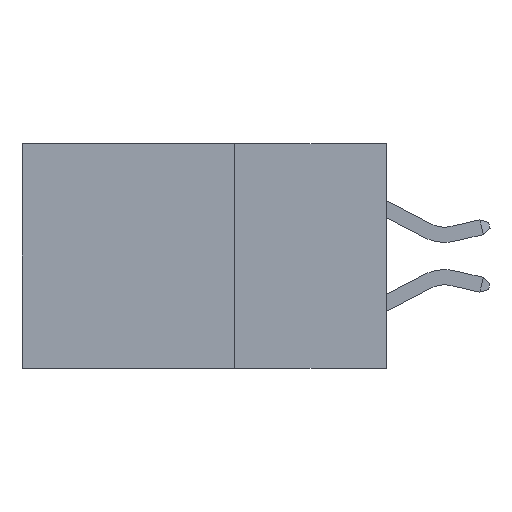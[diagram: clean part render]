
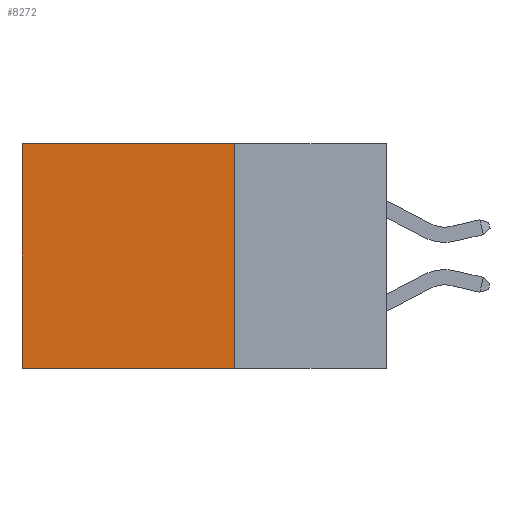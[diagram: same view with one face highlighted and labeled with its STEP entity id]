
A CAD part, left-side view. The second image highlights one B-rep face of the part: STEP entity #8272.
In plain terms, the highlighted planar face has unit normal (-1, 0, 0).
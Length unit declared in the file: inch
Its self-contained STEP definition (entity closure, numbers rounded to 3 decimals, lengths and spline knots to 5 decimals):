
#1787 = LINE ( 'NONE', #9277, #4140 ) ;
#1886 = VECTOR ( 'NONE', #10694, 39.37008 ) ;
#2136 = CARTESIAN_POINT ( 'NONE',  ( 0.298, 0.25, 0. ) ) ;
#2174 = LINE ( 'NONE', #6351, #1886 ) ;
#2574 = ORIENTED_EDGE ( 'NONE', *, *, #9318, .T. ) ;
#2607 = ORIENTED_EDGE ( 'NONE', *, *, #8191, .F. ) ;
#2617 = ORIENTED_EDGE ( 'NONE', *, *, #8690, .F. ) ;
#2673 = ORIENTED_EDGE ( 'NONE', *, *, #10229, .T. ) ;
#3047 = DIRECTION ( 'NONE',  ( 0., 0., -1. ) ) ;
#3055 = FACE_OUTER_BOUND ( 'NONE', #11142, .T. ) ;
#3327 = CARTESIAN_POINT ( 'NONE',  ( 0.298, 0.25, 0. ) ) ;
#4122 = DIRECTION ( 'NONE',  ( 0., 1., 0. ) ) ;
#4140 = VECTOR ( 'NONE', #4122, 39.37008 ) ;
#4239 = DIRECTION ( 'NONE',  ( 1., 0., 0. ) ) ;
#5875 = VECTOR ( 'NONE', #3047, 39.37008 ) ;
#5929 = PLANE ( 'NONE',  #7755 ) ;
#5950 = DIRECTION ( 'NONE',  ( 0., 1., 0. ) ) ;
#6351 = CARTESIAN_POINT ( 'NONE',  ( 0.298, 0.6, 0. ) ) ;
#6526 = LINE ( 'NONE', #8528, #7084 ) ;
#6550 = VERTEX_POINT ( 'NONE', #11023 ) ;
#7084 = VECTOR ( 'NONE', #5950, 39.37008 ) ;
#7454 = VERTEX_POINT ( 'NONE', #9238 ) ;
#7694 = CARTESIAN_POINT ( 'NONE',  ( 0.298, 0.25, 0. ) ) ;
#7755 = AXIS2_PLACEMENT_3D ( 'NONE', #7694, #4239, #10258 ) ;
#7929 = LINE ( 'NONE', #2136, #5875 ) ;
#8071 = CARTESIAN_POINT ( 'NONE',  ( 0.298, 0.25, -0.37 ) ) ;
#8191 = EDGE_CURVE ( 'NONE', #9968, #7454, #1787, .T. ) ;
#8244 = VERTEX_POINT ( 'NONE', #3327 ) ;
#8272 = ADVANCED_FACE ( 'NONE', ( #3055 ), #5929, .F. ) ;
#8528 = CARTESIAN_POINT ( 'NONE',  ( 0.298, 0.25, 0. ) ) ;
#8690 = EDGE_CURVE ( 'NONE', #8244, #9968, #7929, .T. ) ;
#9238 = CARTESIAN_POINT ( 'NONE',  ( 0.298, 0.6, -0.37 ) ) ;
#9277 = CARTESIAN_POINT ( 'NONE',  ( 0.298, 0.25, -0.37 ) ) ;
#9318 = EDGE_CURVE ( 'NONE', #6550, #7454, #2174, .T. ) ;
#9968 = VERTEX_POINT ( 'NONE', #8071 ) ;
#10229 = EDGE_CURVE ( 'NONE', #8244, #6550, #6526, .T. ) ;
#10258 = DIRECTION ( 'NONE',  ( 0., 0., -1. ) ) ;
#10694 = DIRECTION ( 'NONE',  ( 0., 0., -1. ) ) ;
#11023 = CARTESIAN_POINT ( 'NONE',  ( 0.298, 0.6, 0. ) ) ;
#11142 = EDGE_LOOP ( 'NONE', ( #2574, #2607, #2617, #2673 ) ) ;
